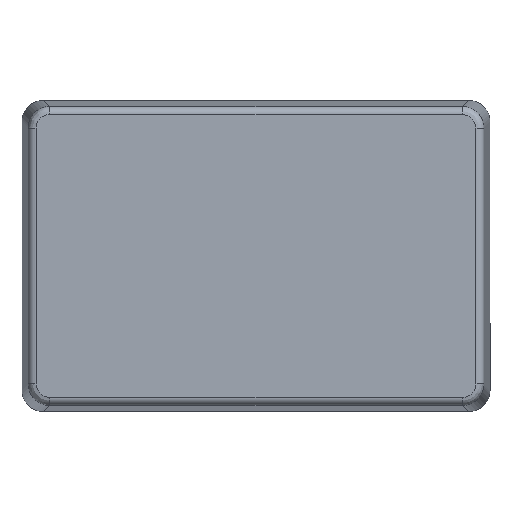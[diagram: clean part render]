
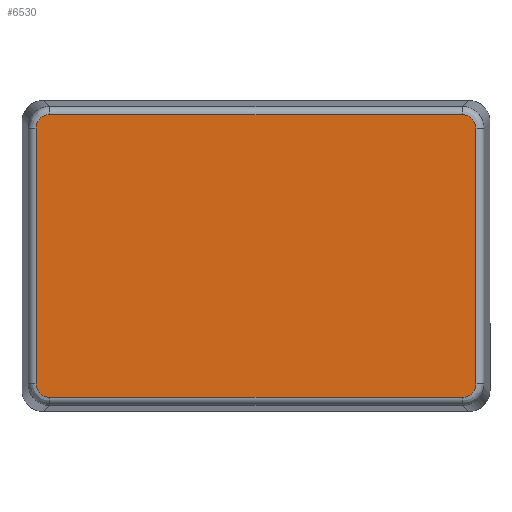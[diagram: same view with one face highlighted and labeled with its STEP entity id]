
A CAD part, front view. The second image highlights one B-rep face of the part: STEP entity #6530.
In plain terms, the highlighted face is planar.
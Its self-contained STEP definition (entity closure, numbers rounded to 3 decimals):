
#681=LINE('',#10053,#937);
#683=LINE('',#10119,#939);
#684=LINE('',#10124,#940);
#686=LINE('',#10187,#942);
#937=VECTOR('',#7929,76.806);
#939=VECTOR('',#7947,47.606);
#940=VECTOR('',#7952,47.606);
#942=VECTOR('',#7968,76.806);
#1170=ELLIPSE('',#7051,2.503,2.5);
#1171=ELLIPSE('',#7053,2.503,2.5);
#1174=ELLIPSE('',#7061,2.503,2.5);
#1175=ELLIPSE('',#7063,2.503,2.5);
#1231=PLANE('',#7072);
#1640=FACE_OUTER_BOUND('',#2108,.T.);
#2108=EDGE_LOOP('',(#4833,#4834,#4835,#4836,#4837,#4838,#4839,#4840));
#2910=VERTEX_POINT('',#10046);
#2913=VERTEX_POINT('',#10051);
#2914=VERTEX_POINT('',#10079);
#2917=VERTEX_POINT('',#10110);
#2918=VERTEX_POINT('',#10115);
#2921=VERTEX_POINT('',#10122);
#2922=VERTEX_POINT('',#10151);
#2925=VERTEX_POINT('',#10182);
#3631=EDGE_CURVE('',#2913,#2910,#681,.T.);
#3634=EDGE_CURVE('',#2910,#2914,#1170,.T.);
#3636=EDGE_CURVE('',#2917,#2913,#1171,.T.);
#3640=EDGE_CURVE('',#2914,#2918,#683,.T.);
#3642=EDGE_CURVE('',#2921,#2917,#684,.T.);
#3646=EDGE_CURVE('',#2918,#2922,#1174,.T.);
#3648=EDGE_CURVE('',#2925,#2921,#1175,.T.);
#3650=EDGE_CURVE('',#2922,#2925,#686,.T.);
#4833=ORIENTED_EDGE('',*,*,#3631,.F.);
#4834=ORIENTED_EDGE('',*,*,#3636,.F.);
#4835=ORIENTED_EDGE('',*,*,#3642,.F.);
#4836=ORIENTED_EDGE('',*,*,#3648,.F.);
#4837=ORIENTED_EDGE('',*,*,#3650,.F.);
#4838=ORIENTED_EDGE('',*,*,#3646,.F.);
#4839=ORIENTED_EDGE('',*,*,#3640,.F.);
#4840=ORIENTED_EDGE('',*,*,#3634,.F.);
#6530=ADVANCED_FACE('',(#1640),#1231,.F.);
#7051=AXIS2_PLACEMENT_3D('',#10083,#7934,#7935);
#7053=AXIS2_PLACEMENT_3D('',#10112,#7938,#7939);
#7061=AXIS2_PLACEMENT_3D('',#10155,#7958,#7959);
#7063=AXIS2_PLACEMENT_3D('',#10184,#7962,#7963);
#7072=AXIS2_PLACEMENT_3D('',#10207,#7989,#7990);
#7929=DIRECTION('',(1.,0.,0.));
#7934=DIRECTION('center_axis',(0.,0.,1.));
#7935=DIRECTION('ref_axis',(0.707,-0.707,0.));
#7938=DIRECTION('center_axis',(0.,0.,1.));
#7939=DIRECTION('ref_axis',(-0.707,-0.707,0.));
#7947=DIRECTION('',(0.,1.,0.));
#7952=DIRECTION('',(0.,-1.,0.));
#7958=DIRECTION('center_axis',(0.,0.,1.));
#7959=DIRECTION('ref_axis',(0.707,0.707,0.));
#7962=DIRECTION('center_axis',(0.,0.,1.));
#7963=DIRECTION('ref_axis',(-0.707,0.707,0.));
#7968=DIRECTION('',(-1.,0.,0.));
#7989=DIRECTION('center_axis',(0.,0.,1.));
#7990=DIRECTION('ref_axis',(1.,0.,0.));
#10046=CARTESIAN_POINT('',(38.403,-26.301,0.));
#10051=CARTESIAN_POINT('',(-38.403,-26.301,0.));
#10053=CARTESIAN_POINT('',(0.,-26.301,0.));
#10079=CARTESIAN_POINT('',(40.901,-23.803,0.));
#10083=CARTESIAN_POINT('Origin',(38.4,-23.8,0.));
#10110=CARTESIAN_POINT('',(-40.901,-23.803,0.));
#10112=CARTESIAN_POINT('Origin',(-38.4,-23.8,0.));
#10115=CARTESIAN_POINT('',(40.901,23.803,0.));
#10119=CARTESIAN_POINT('',(40.901,0.,0.));
#10122=CARTESIAN_POINT('',(-40.901,23.803,0.));
#10124=CARTESIAN_POINT('',(-40.901,0.,0.));
#10151=CARTESIAN_POINT('',(38.403,26.301,0.));
#10155=CARTESIAN_POINT('Origin',(38.4,23.8,0.));
#10182=CARTESIAN_POINT('',(-38.403,26.301,0.));
#10184=CARTESIAN_POINT('Origin',(-38.4,23.8,0.));
#10187=CARTESIAN_POINT('',(0.,26.301,0.));
#10207=CARTESIAN_POINT('Origin',(0.,0.,0.));
